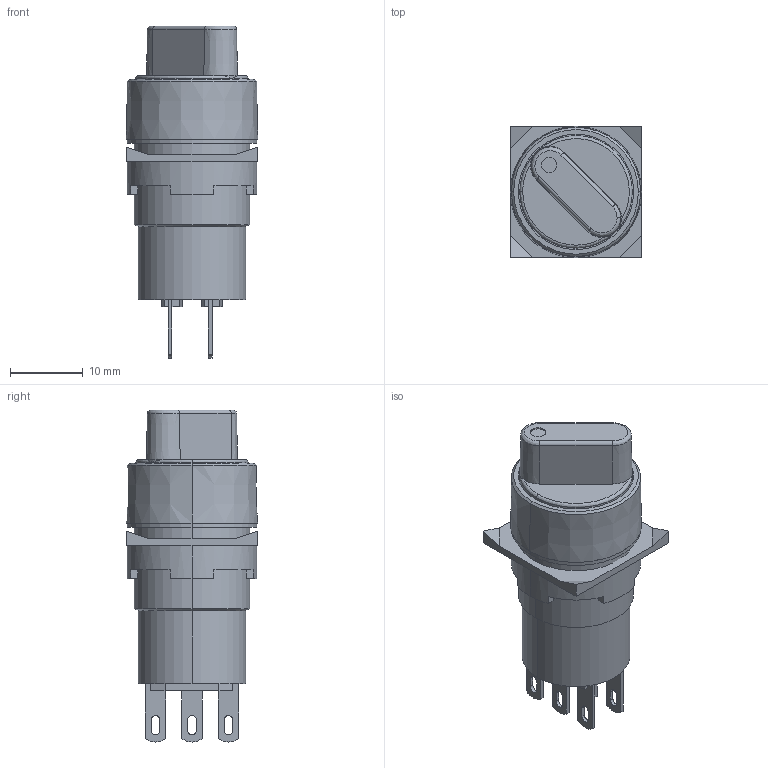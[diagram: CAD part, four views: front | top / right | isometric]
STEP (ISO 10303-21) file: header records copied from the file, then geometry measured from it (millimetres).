
FILE_DESCRIPTION (( 'STEP AP214' ), '1' );
FILE_NAME ('22_AS6M-[2][3]$Yx(P).STEP', '2021-03-26T06:16:19', ( 'IDEC' ), ( 'IDEC' ), 'SwSTEP 2.0', 'SolidWorks 2019', '' );
FILE_SCHEMA (( 'AUTOMOTIVE_DESIGN' ));
Length unit declared in the file: millimetre
Products named in the file (4): A6-Nonill-Body; 22_AS6M-[2][3]$Yx(P); A6-Selector-Round; 16-NUT-SET
Assembly tree (3 placements, depth 2):
  22_AS6M-[2][3]$Yx(P)
    A6-Nonill-Body
    A6-Selector-Round
    16-NUT-SET
Bounding box: 18 x 18 x 45.5 mm (x, y, z)
Volume: 7158.4 mm3; surface area: 3968.7 mm2
Topology: 3 solids, 3 shells, 163 faces, 430 edges, 281 vertices
Faces by surface type: plane 104, cylinder 44, cone 9, bspline 6
Entity records: 5707 total; most frequent: CARTESIAN_POINT 1421, DIRECTION 869, ORIENTED_EDGE 860, EDGE_CURVE 430, LINE 295, VECTOR 295, AXIS2_PLACEMENT_3D 287, VERTEX_POINT 281
